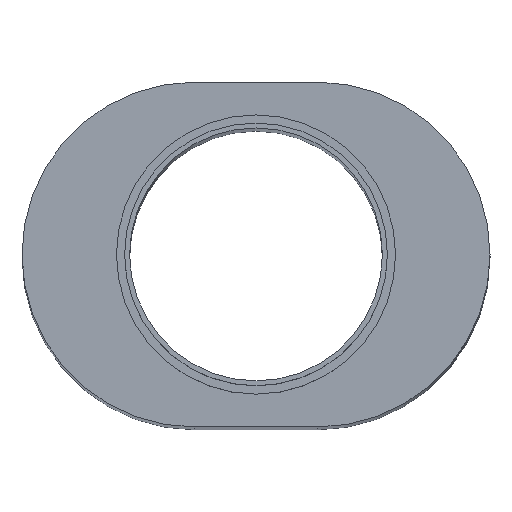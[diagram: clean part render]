
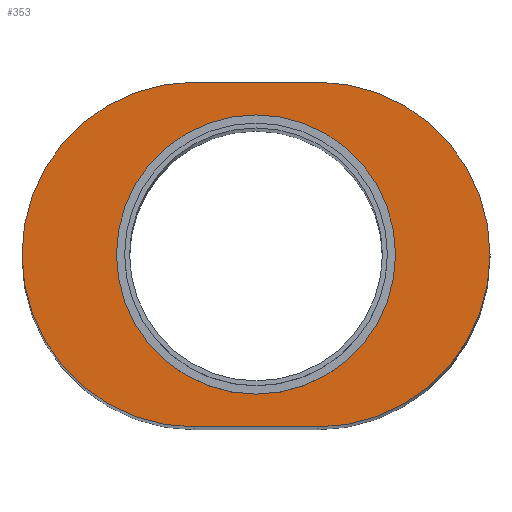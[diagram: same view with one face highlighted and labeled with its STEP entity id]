
A CAD part, top view. The second image highlights one B-rep face of the part: STEP entity #353.
In plain terms, the highlighted planar face has unit normal (0, 0, 1).
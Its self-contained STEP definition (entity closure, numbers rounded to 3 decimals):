
#4 = CARTESIAN_POINT ( 'NONE',  ( 0., 0., 500. ) ) ;
#10 = AXIS2_PLACEMENT_3D ( 'NONE', #110, #457, #161 ) ;
#20 = EDGE_CURVE ( 'NONE', #425, #418, #321, .T. ) ;
#36 = EDGE_CURVE ( 'NONE', #545, #528, #585, .T. ) ;
#52 = DIRECTION ( 'NONE',  ( 1., 0., 0. ) ) ;
#53 = DIRECTION ( 'NONE',  ( 0., 0., -1. ) ) ;
#91 = AXIS2_PLACEMENT_3D ( 'NONE', #349, #53, #403 ) ;
#92 = DIRECTION ( 'NONE',  ( 1., 0., 0. ) ) ;
#97 = DIRECTION ( 'NONE',  ( 0., 0., 1. ) ) ;
#110 = CARTESIAN_POINT ( 'NONE',  ( 37.5, 0., 500. ) ) ;
#126 = VERTEX_POINT ( 'NONE', #373 ) ;
#147 = FACE_BOUND ( 'NONE', #612, .T. ) ;
#148 = ORIENTED_EDGE ( 'NONE', *, *, #524, .T. ) ;
#151 = CARTESIAN_POINT ( 'NONE',  ( 85., 0., 500. ) ) ;
#159 = AXIS2_PLACEMENT_3D ( 'NONE', #4, #348, #52 ) ;
#161 = DIRECTION ( 'NONE',  ( 1., 0., 0. ) ) ;
#164 = ORIENTED_EDGE ( 'NONE', *, *, #20, .T. ) ;
#170 = AXIS2_PLACEMENT_3D ( 'NONE', #393, #97, #443 ) ;
#183 = VECTOR ( 'NONE', #92, 1000. ) ;
#189 = AXIS2_PLACEMENT_3D ( 'NONE', #246, #595, #297 ) ;
#190 = PLANE ( 'NONE',  #170 ) ;
#215 = CARTESIAN_POINT ( 'NONE',  ( 37.5, 105., 500. ) ) ;
#216 = DIRECTION ( 'NONE',  ( 0., 0., 1. ) ) ;
#246 = CARTESIAN_POINT ( 'NONE',  ( -37.5, 0., 500. ) ) ;
#250 = EDGE_LOOP ( 'NONE', ( #483, #362, #164, #452, #148 ) ) ;
#288 = CIRCLE ( 'NONE', #10, 105. ) ;
#295 = CIRCLE ( 'NONE', #189, 105. ) ;
#297 = DIRECTION ( 'NONE',  ( 1., 0., 0. ) ) ;
#304 = LINE ( 'NONE', #357, #417 ) ;
#316 = AXIS2_PLACEMENT_3D ( 'NONE', #517, #216, #573 ) ;
#321 = LINE ( 'NONE', #598, #183 ) ;
#334 = EDGE_CURVE ( 'NONE', #528, #425, #295, .T. ) ;
#348 = DIRECTION ( 'NONE',  ( 0., 0., -1. ) ) ;
#349 = CARTESIAN_POINT ( 'NONE',  ( 0., 0., 500. ) ) ;
#353 = ADVANCED_FACE ( 'NONE', ( #392, #147 ), #190, .T. ) ;
#357 = CARTESIAN_POINT ( 'NONE',  ( -37.5, 105., 500. ) ) ;
#359 = CARTESIAN_POINT ( 'NONE',  ( -37.5, 105., 500. ) ) ;
#362 = ORIENTED_EDGE ( 'NONE', *, *, #334, .T. ) ;
#373 = CARTESIAN_POINT ( 'NONE',  ( -85., 0., 500. ) ) ;
#392 = FACE_OUTER_BOUND ( 'NONE', #250, .T. ) ;
#393 = CARTESIAN_POINT ( 'NONE',  ( -37.5, 0., 500. ) ) ;
#403 = DIRECTION ( 'NONE',  ( 1., 0., 0. ) ) ;
#409 = VERTEX_POINT ( 'NONE', #151 ) ;
#417 = VECTOR ( 'NONE', #558, 1000. ) ;
#418 = VERTEX_POINT ( 'NONE', #550 ) ;
#425 = VERTEX_POINT ( 'NONE', #444 ) ;
#443 = DIRECTION ( 'NONE',  ( 1., 0., 0. ) ) ;
#444 = CARTESIAN_POINT ( 'NONE',  ( -37.5, -105., 500. ) ) ;
#452 = ORIENTED_EDGE ( 'NONE', *, *, #535, .T. ) ;
#457 = DIRECTION ( 'NONE',  ( 0., 0., 1. ) ) ;
#462 = CIRCLE ( 'NONE', #91, 85. ) ;
#476 = EDGE_CURVE ( 'NONE', #126, #409, #477, .T. ) ;
#477 = CIRCLE ( 'NONE', #159, 85. ) ;
#483 = ORIENTED_EDGE ( 'NONE', *, *, #36, .T. ) ;
#489 = EDGE_CURVE ( 'NONE', #409, #126, #462, .T. ) ;
#498 = ORIENTED_EDGE ( 'NONE', *, *, #489, .T. ) ;
#507 = CARTESIAN_POINT ( 'NONE',  ( -142.5, 0., 500. ) ) ;
#517 = CARTESIAN_POINT ( 'NONE',  ( -37.5, 0., 500. ) ) ;
#524 = EDGE_CURVE ( 'NONE', #626, #545, #304, .T. ) ;
#528 = VERTEX_POINT ( 'NONE', #507 ) ;
#535 = EDGE_CURVE ( 'NONE', #418, #626, #288, .T. ) ;
#536 = ORIENTED_EDGE ( 'NONE', *, *, #476, .T. ) ;
#545 = VERTEX_POINT ( 'NONE', #359 ) ;
#550 = CARTESIAN_POINT ( 'NONE',  ( 37.5, -105., 500. ) ) ;
#558 = DIRECTION ( 'NONE',  ( -1., 0., 0. ) ) ;
#573 = DIRECTION ( 'NONE',  ( 1., 0., 0. ) ) ;
#585 = CIRCLE ( 'NONE', #316, 105. ) ;
#595 = DIRECTION ( 'NONE',  ( 0., 0., 1. ) ) ;
#598 = CARTESIAN_POINT ( 'NONE',  ( -37.5, -105., 500. ) ) ;
#612 = EDGE_LOOP ( 'NONE', ( #536, #498 ) ) ;
#626 = VERTEX_POINT ( 'NONE', #215 ) ;
